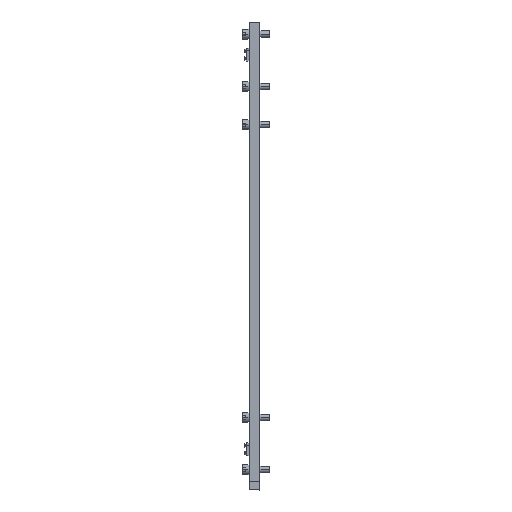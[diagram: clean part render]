
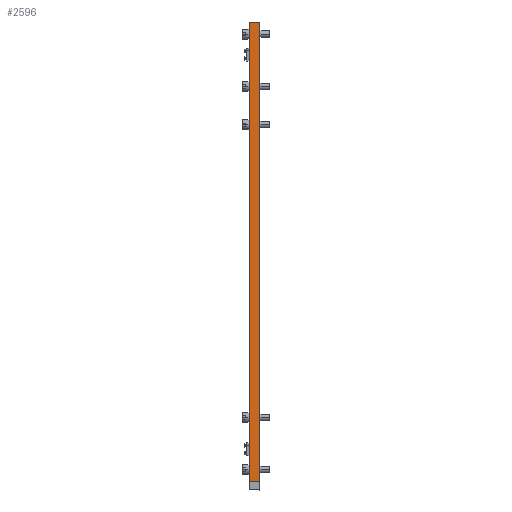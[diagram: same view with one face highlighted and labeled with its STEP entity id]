
A CAD part, left-side view. The second image highlights one B-rep face of the part: STEP entity #2596.
In plain terms, the highlighted planar face has unit normal (-1, 0, 0).
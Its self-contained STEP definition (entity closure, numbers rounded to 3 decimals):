
#151=CARTESIAN_POINT('Line Origine',(0.,564.,25.)) ;
#155=CARTESIAN_POINT('Vertex',(0.,1128.,25.)) ;
#157=CARTESIAN_POINT('Vertex',(0.,0.,25.)) ;
#2566=CARTESIAN_POINT('Axis2P3D Location',(0.,1148.,0.)) ;
#2571=CARTESIAN_POINT('Line Origine',(0.,564.,0.)) ;
#2575=CARTESIAN_POINT('Vertex',(0.,1128.,0.)) ;
#2577=CARTESIAN_POINT('Vertex',(0.,0.,0.)) ;
#2580=CARTESIAN_POINT('Line Origine',(0.,0.,12.5)) ;
#2585=CARTESIAN_POINT('Line Origine',(0.,1128.,12.5)) ;
#152=DIRECTION('Vector Direction',(0.,-1.,0.)) ;
#2567=DIRECTION('Axis2P3D Direction',(-1.,0.,0.)) ;
#2568=DIRECTION('Axis2P3D XDirection',(0.,-1.,0.)) ;
#2572=DIRECTION('Vector Direction',(0.,-1.,0.)) ;
#2581=DIRECTION('Vector Direction',(0.,0.,1.)) ;
#2586=DIRECTION('Vector Direction',(0.,0.,1.)) ;
#2569=AXIS2_PLACEMENT_3D('Plane Axis2P3D',#2566,#2567,#2568) ;
#2591=ORIENTED_EDGE('',*,*,#2579,.T.) ;
#2592=ORIENTED_EDGE('',*,*,#2584,.T.) ;
#2593=ORIENTED_EDGE('',*,*,#159,.F.) ;
#2594=ORIENTED_EDGE('',*,*,#2589,.F.) ;
#153=VECTOR('Line Direction',#152,1.) ;
#2573=VECTOR('Line Direction',#2572,1.) ;
#2582=VECTOR('Line Direction',#2581,1.) ;
#2587=VECTOR('Line Direction',#2586,1.) ;
#2596=ADVANCED_FACE('PartBody',(#2595),#2570,.T.) ;
#159=EDGE_CURVE('',#156,#158,#154,.T.) ;
#2579=EDGE_CURVE('',#2576,#2578,#2574,.T.) ;
#2584=EDGE_CURVE('',#2578,#158,#2583,.T.) ;
#2589=EDGE_CURVE('',#2576,#156,#2588,.T.) ;
#2590=EDGE_LOOP('',(#2591,#2592,#2593,#2594)) ;
#2595=FACE_OUTER_BOUND('',#2590,.T.) ;
#154=LINE('Line',#151,#153) ;
#2574=LINE('Line',#2571,#2573) ;
#2583=LINE('Line',#2580,#2582) ;
#2588=LINE('Line',#2585,#2587) ;
#2570=PLANE('',#2569) ;
#156=VERTEX_POINT('',#155) ;
#158=VERTEX_POINT('',#157) ;
#2576=VERTEX_POINT('',#2575) ;
#2578=VERTEX_POINT('',#2577) ;
